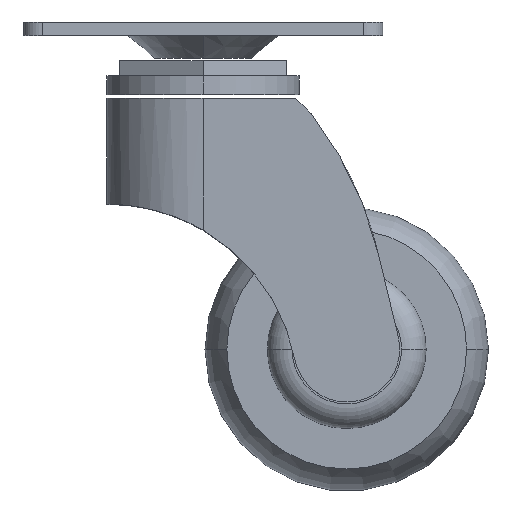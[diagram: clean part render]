
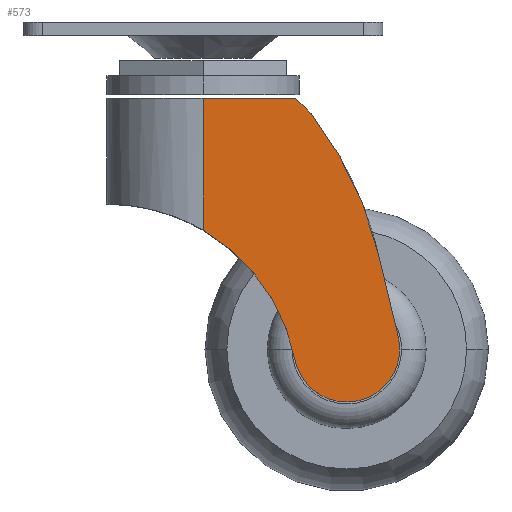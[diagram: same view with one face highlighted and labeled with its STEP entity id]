
A CAD part, top view. The second image highlights one B-rep face of the part: STEP entity #573.
In plain terms, the highlighted planar face has unit normal (0, 0, 1).
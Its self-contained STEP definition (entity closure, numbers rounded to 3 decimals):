
#68 = CARTESIAN_POINT ( 'NONE',  ( 27.499, -5.327, 25.5 ) ) ;
#132 = DIRECTION ( 'NONE',  ( 1., 0., 0. ) ) ;
#153 = ORIENTED_EDGE ( 'NONE', *, *, #1823, .F. ) ;
#250 = EDGE_CURVE ( 'NONE', #3417, #3726, #611, .T. ) ;
#272 = AXIS2_PLACEMENT_3D ( 'NONE', #68, #1228, #949 ) ;
#276 = VERTEX_POINT ( 'NONE', #1957 ) ;
#408 = AXIS2_PLACEMENT_3D ( 'NONE', #653, #1059, #3346 ) ;
#573 = ADVANCED_FACE ( 'NONE', ( #661 ), #729, .T. ) ;
#594 = DIRECTION ( 'NONE',  ( 0.707, -0.707, 0. ) ) ;
#611 = CIRCLE ( 'NONE', #2543, 50.695 ) ;
#653 = CARTESIAN_POINT ( 'NONE',  ( -47.174, -63.508, 25.5 ) ) ;
#661 = FACE_OUTER_BOUND ( 'NONE', #1145, .T. ) ;
#665 = VERTEX_POINT ( 'NONE', #1340 ) ;
#691 = VECTOR ( 'NONE', #2989, 1000. ) ;
#729 = PLANE ( 'NONE',  #808 ) ;
#739 = CARTESIAN_POINT ( 'NONE',  ( 46.83, -40.992, 25.5 ) ) ;
#756 = CARTESIAN_POINT ( 'NONE',  ( 0.5, -34.88, 25.5 ) ) ;
#808 = AXIS2_PLACEMENT_3D ( 'NONE', #1575, #2723, #132 ) ;
#848 = EDGE_CURVE ( 'NONE', #2519, #3321, #3483, .T. ) ;
#886 = VECTOR ( 'NONE', #2365, 1000. ) ;
#949 = DIRECTION ( 'NONE',  ( 1., 0., 0. ) ) ;
#978 = AXIS2_PLACEMENT_3D ( 'NONE', #2961, #1483, #2369 ) ;
#1059 = DIRECTION ( 'NONE',  ( 0., 0., -1. ) ) ;
#1070 = CARTESIAN_POINT ( 'NONE',  ( 0.5, 0., 25.5 ) ) ;
#1145 = EDGE_LOOP ( 'NONE', ( #2567, #2221, #2195, #153, #1201, #1331, #2735, #3498 ) ) ;
#1147 = CIRCLE ( 'NONE', #978, 14. ) ;
#1201 = ORIENTED_EDGE ( 'NONE', *, *, #2790, .T. ) ;
#1226 = CARTESIAN_POINT ( 'NONE',  ( 0.5, 0., 25.5 ) ) ;
#1228 = DIRECTION ( 'NONE',  ( 0., 0., 1. ) ) ;
#1331 = ORIENTED_EDGE ( 'NONE', *, *, #250, .F. ) ;
#1340 = CARTESIAN_POINT ( 'NONE',  ( 25., 0., 25.5 ) ) ;
#1483 = DIRECTION ( 'NONE',  ( 0., 0., -1. ) ) ;
#1575 = CARTESIAN_POINT ( 'NONE',  ( 0., 0., 25.5 ) ) ;
#1645 = DIRECTION ( 'NONE',  ( 1., 0., 0. ) ) ;
#1674 = VECTOR ( 'NONE', #3569, 1000. ) ;
#1823 = EDGE_CURVE ( 'NONE', #2596, #665, #1996, .T. ) ;
#1957 = CARTESIAN_POINT ( 'NONE',  ( 28.913, -3.913, 25.5 ) ) ;
#1996 = LINE ( 'NONE', #2149, #1674 ) ;
#2026 = EDGE_CURVE ( 'NONE', #2519, #276, #2631, .T. ) ;
#2062 = CARTESIAN_POINT ( 'NONE',  ( 12.5, 12.5, 25.5 ) ) ;
#2118 = CARTESIAN_POINT ( 'NONE',  ( 24.759, -68.997, 25.5 ) ) ;
#2149 = CARTESIAN_POINT ( 'NONE',  ( 0., 0., 25.5 ) ) ;
#2195 = ORIENTED_EDGE ( 'NONE', *, *, #3362, .F. ) ;
#2221 = ORIENTED_EDGE ( 'NONE', *, *, #2026, .T. ) ;
#2365 = DIRECTION ( 'NONE',  ( 0., -1., 0. ) ) ;
#2369 = DIRECTION ( 'NONE',  ( 1., 0., 0. ) ) ;
#2441 = LINE ( 'NONE', #3041, #691 ) ;
#2519 = VERTEX_POINT ( 'NONE', #3420 ) ;
#2543 = AXIS2_PLACEMENT_3D ( 'NONE', #3451, #3685, #1645 ) ;
#2567 = ORIENTED_EDGE ( 'NONE', *, *, #848, .F. ) ;
#2596 = VERTEX_POINT ( 'NONE', #1070 ) ;
#2631 = CIRCLE ( 'NONE', #272, 2. ) ;
#2723 = DIRECTION ( 'NONE',  ( 0., 0., 1. ) ) ;
#2735 = ORIENTED_EDGE ( 'NONE', *, *, #3201, .F. ) ;
#2790 = EDGE_CURVE ( 'NONE', #2596, #3726, #3212, .T. ) ;
#2892 = LINE ( 'NONE', #2062, #3550 ) ;
#2930 = VERTEX_POINT ( 'NONE', #3463 ) ;
#2961 = CARTESIAN_POINT ( 'NONE',  ( 38.5, -66.319, 25.5 ) ) ;
#2989 = DIRECTION ( 'NONE',  ( 0.233, -0.972, 0. ) ) ;
#3041 = CARTESIAN_POINT ( 'NONE',  ( 35.003, 8.384, 25.5 ) ) ;
#3201 = EDGE_CURVE ( 'NONE', #2930, #3417, #1147, .T. ) ;
#3212 = LINE ( 'NONE', #1226, #886 ) ;
#3321 = VERTEX_POINT ( 'NONE', #739 ) ;
#3346 = DIRECTION ( 'NONE',  ( 1., 0., 0. ) ) ;
#3362 = EDGE_CURVE ( 'NONE', #665, #276, #2892, .T. ) ;
#3417 = VERTEX_POINT ( 'NONE', #2118 ) ;
#3420 = CARTESIAN_POINT ( 'NONE',  ( 29.076, -4.098, 25.5 ) ) ;
#3451 = CARTESIAN_POINT ( 'NONE',  ( -25., -78.695, 25.5 ) ) ;
#3462 = EDGE_CURVE ( 'NONE', #3321, #2930, #2441, .T. ) ;
#3463 = CARTESIAN_POINT ( 'NONE',  ( 52.115, -63.058, 25.5 ) ) ;
#3483 = CIRCLE ( 'NONE', #408, 96.663 ) ;
#3498 = ORIENTED_EDGE ( 'NONE', *, *, #3462, .F. ) ;
#3550 = VECTOR ( 'NONE', #594, 1000. ) ;
#3569 = DIRECTION ( 'NONE',  ( 1., 0., 0. ) ) ;
#3685 = DIRECTION ( 'NONE',  ( 0., 0., 1. ) ) ;
#3726 = VERTEX_POINT ( 'NONE', #756 ) ;
